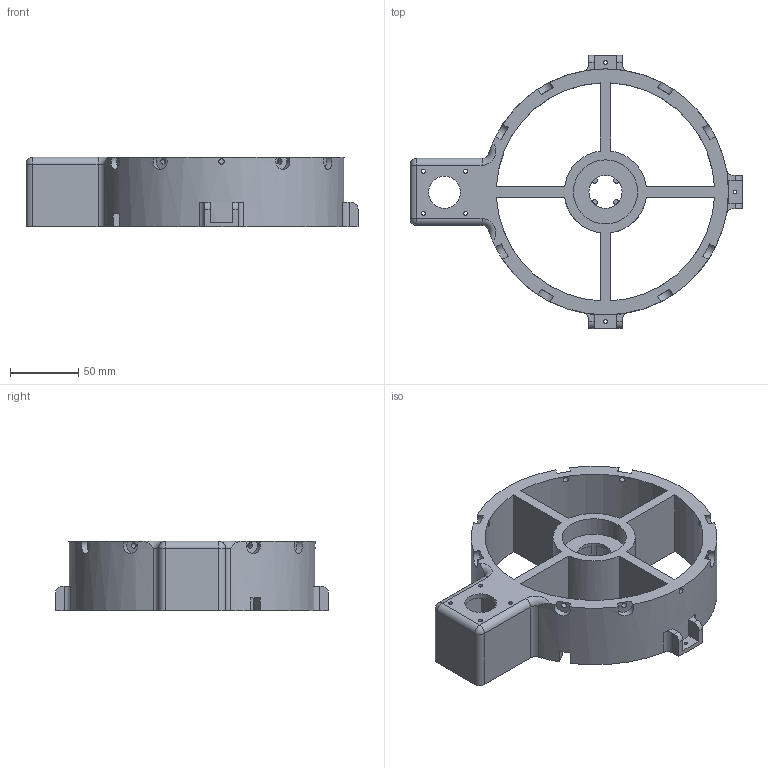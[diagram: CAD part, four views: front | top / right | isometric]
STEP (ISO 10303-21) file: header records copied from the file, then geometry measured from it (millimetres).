
FILE_DESCRIPTION(/* description */ ('STEP AP242','CAx-IF Rec.Pracs.---Representation and Presentation of Product Manufacturing Information (PMI)---4.0---2014-10-13','CAx-IF Rec.Pracs.---3D Tessellated Geometry---0.4---2014-09-14','2;1','CAx-IF Rec.Pracs.---User Defined Attributes---1.5---2016-08-15'),/* implementation_level */ '2;1');
FILE_NAME(/* name */ '69112af0bef6f3e6e8224cf5',/* time_stamp */ '2025-11-09T23:59:45Z',/* author */ (''),/* organization */ (''),/* preprocessor_version */ 'ST-DEVELOPER v20',/* originating_system */ 'ONSHAPE BY PTC INC, 1.206',/* authorisation */ ' ');
FILE_SCHEMA (('AP242_MANAGED_MODEL_BASED_3D_ENGINEERING_MIM_LF { 1 0 10303 442 1 1 4 }'));
Length unit declared in the file: metre
Products named in the file (1): PART A - Base
Bounding box: 243.37 x 200.15 x 50.8 mm (x, y, z)
Volume: 460350.9 mm3; surface area: 130029.3 mm2
Topology: 1 solids, 2 shells, 134 faces, 393 edges, 263 vertices
Faces by surface type: plane 67, cylinder 63, torus 2, sphere 2
Full cylindrical faces by diameter (mm): 2.5 x3, 3 x4, 3.988 x10, 4.064 x4, 23.526 x1, 24.323 x1, 46.99 x2
Entity records: 4442 total; most frequent: CARTESIAN_POINT 922, DIRECTION 737, ORIENTED_EDGE 690, EDGE_CURVE 345, AXIS2_PLACEMENT_3D 278, VERTEX_POINT 242, EDGE_LOOP 203, FACE_BOUND 203
